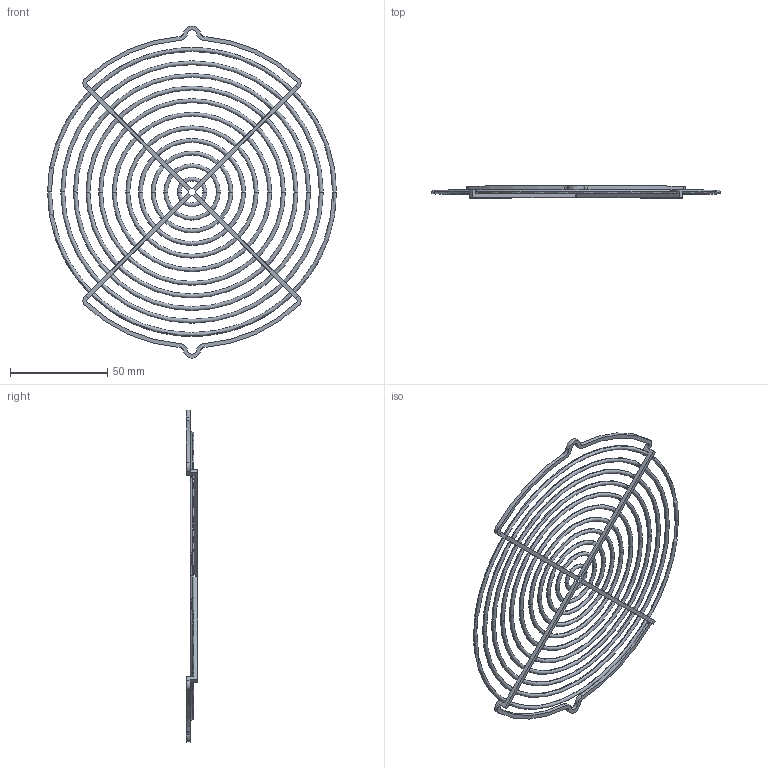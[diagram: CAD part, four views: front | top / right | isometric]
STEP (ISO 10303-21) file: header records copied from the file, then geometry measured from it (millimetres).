
FILE_DESCRIPTION(('starvars output'),'2;1');
FILE_NAME('fgard172_out.stp','17:11:48 2014/09/16',( 'Thomas Industrial Network Germany GmbH'),( 'Thomas Industrial Network Germany GmbH'),'unknown preprocess','ACIS' ,'unknown authorization');
FILE_SCHEMA(('AUTOMOTIVE_DESIGN_CC2 {UNKNOWN IMPLEMENTATION LEVEL}'));
Length unit declared in the file: millimetre
Products named in the file (1): PRODUCT_ID_26
Bounding box: 148.6 x 6 x 170.77 mm (x, y, z)
Volume: 11016.3 mm3; surface area: 22033.7 mm2
Topology: 1 solids, 1 shells, 152 faces, 556 edges, 356 vertices
Faces by surface type: plane 68, torus 44, cylinder 40
Entity records: 6793 total; most frequent: CARTESIAN_POINT 1366, ORIENTED_EDGE 1112, DIRECTION 676, EDGE_CURVE 556, VERTEX_POINT 356, AXIS2_PLACEMENT_3D 290, CIRCLE 229, EDGE_LOOP 196
